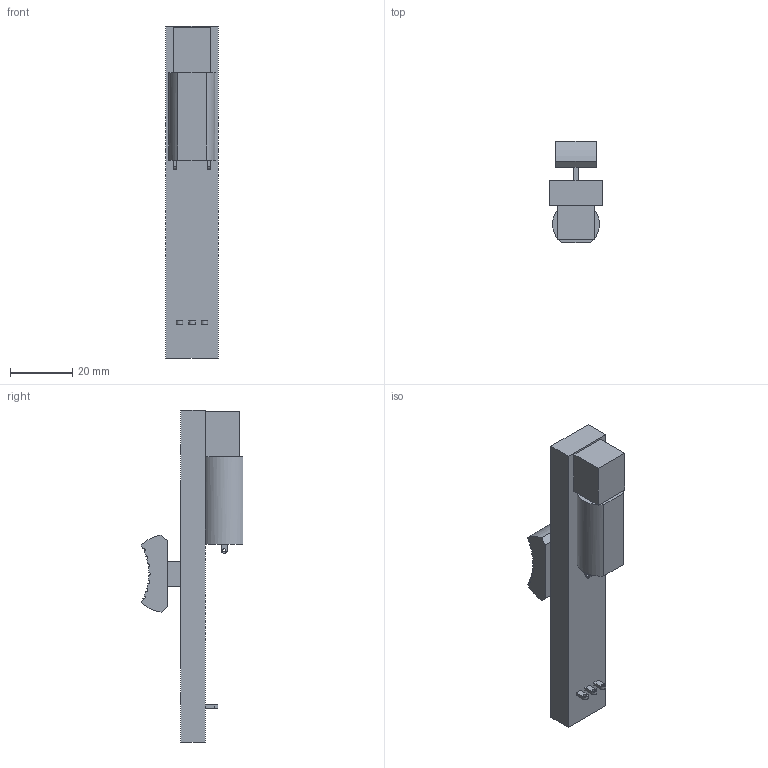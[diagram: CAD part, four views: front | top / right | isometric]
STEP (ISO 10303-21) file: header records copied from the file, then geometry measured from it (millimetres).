
FILE_DESCRIPTION(/* description */ (''),/* implementation_level */ '2;1');
FILE_NAME(/* name */ 'RS60N11M9.step',/* time_stamp */ '2020-11-09T02:45:38+00:00',/* author */ (''),/* organization */ (''),/* preprocessor_version */ 'ST-DEVELOPER v18.1',/* originating_system */ 'Autodesk Translation Framework v9.3.0.1241',/* authorisation */ '');
FILE_SCHEMA (('AUTOMOTIVE_DESIGN { 1 0 10303 214 3 1 1 }'));
Length unit declared in the file: millimetre
Products named in the file (2): RS60N11M9; Knob
Assembly tree (1 placements, depth 2):
  RS60N11M9
    Knob
Bounding box: 17 x 32.66 x 106.5 mm (x, y, z)
Volume: 22793 mm3; surface area: 8871.9 mm2
Topology: 2 solids, 2 shells, 93 faces, 231 edges, 152 vertices
Faces by surface type: plane 60, cylinder 33
Full cylindrical faces by diameter (mm): 1 x5, 2 x2, 3 x2
Entity records: 2898 total; most frequent: DIRECTION 495, CARTESIAN_POINT 479, ORIENTED_EDGE 462, EDGE_CURVE 231, AXIS2_PLACEMENT_3D 168, LINE 159, VECTOR 159, VERTEX_POINT 152
